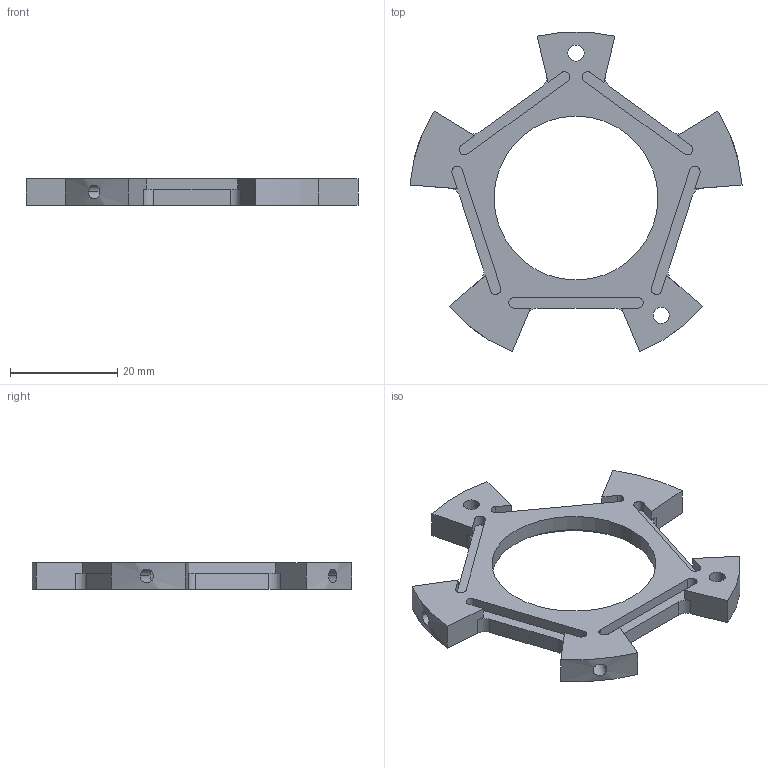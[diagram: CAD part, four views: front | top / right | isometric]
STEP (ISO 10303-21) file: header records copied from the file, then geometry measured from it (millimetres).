
FILE_DESCRIPTION(('CATIA V5 STEP Exchange'),'2;1');
FILE_NAME('bague_principale.stp','2021-02-17T12:27:11+00:00',('none'),('none'),'CATIA Version 5 Release 20 GA (IN-10)','CATIA V5 STEP AP203','none');
FILE_SCHEMA(('CONFIG_CONTROL_DESIGN'));
Length unit declared in the file: millimetre
Products named in the file (1): Bague
Bounding box: 61.81 x 59.54 x 5 mm (x, y, z)
Volume: 5181.6 mm3; surface area: 4668.9 mm2
Topology: 1 solids, 1 shells, 86 faces, 252 edges, 172 vertices
Faces by surface type: cylinder 41, plane 41, cone 4
Entity records: 2810 total; most frequent: CARTESIAN_POINT 555, ORIENTED_EDGE 504, DIRECTION 374, EDGE_CURVE 252, VERTEX_POINT 172, AXIS2_PLACEMENT_3D 161, VECTOR 150, LINE 150
